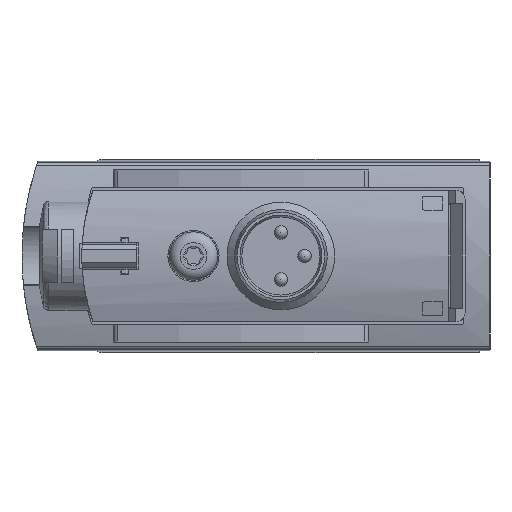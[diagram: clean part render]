
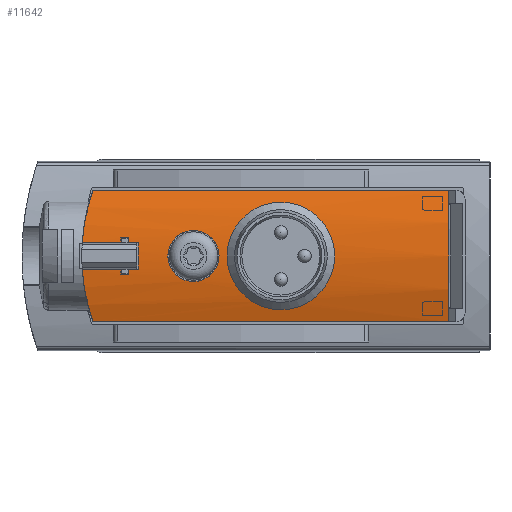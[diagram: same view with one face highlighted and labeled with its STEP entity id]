
A CAD part, left-side view. The second image highlights one B-rep face of the part: STEP entity #11642.
In plain terms, the highlighted cylindrical face has radius 15 mm (diameter 30 mm), a partial arc.
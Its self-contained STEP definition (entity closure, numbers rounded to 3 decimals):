
#562=B_SPLINE_CURVE_WITH_KNOTS('',3,(#20424,#20425,#20426,#20427,#20428,
#20429,#20430,#20431,#20432,#20433,#20434),.UNSPECIFIED.,.T.,.F.,(1,1,1,
1,1,1,1,1,1,1,1,1,1,1,1),(-0.004,-0.003,-0.001,
0.,0.001,0.003,0.004,0.006,
0.007,0.009,0.01,0.012,
0.013,0.015,0.016),.UNSPECIFIED.);
#563=B_SPLINE_CURVE_WITH_KNOTS('',3,(#20468,#20469,#20470,#20471,#20472,
#20473,#20474,#20475,#20476,#20477,#20478),.UNSPECIFIED.,.T.,.F.,(1,1,1,
1,1,1,1,1,1,1,1,1,1,1,1),(-0.008,-0.006,-0.003,
0.,0.003,0.006,0.008,0.011,
0.014,0.017,0.02,0.023,
0.025,0.028,0.031),.UNSPECIFIED.);
#614=ELLIPSE('',#14209,21.213,15.);
#615=ELLIPSE('',#14215,21.213,15.);
#1372=LINE('',#20436,#2527);
#1373=LINE('',#20441,#2528);
#1374=LINE('',#20445,#2529);
#1375=LINE('',#20449,#2530);
#1376=LINE('',#20453,#2531);
#1377=LINE('',#20457,#2532);
#1378=LINE('',#20461,#2533);
#1379=LINE('',#20465,#2534);
#2527=VECTOR('',#16826,1000.);
#2528=VECTOR('',#16829,1000.);
#2529=VECTOR('',#16832,1000.);
#2530=VECTOR('',#16835,1000.);
#2531=VECTOR('',#16838,1000.);
#2532=VECTOR('',#16841,1000.);
#2533=VECTOR('',#16844,1000.);
#2534=VECTOR('',#16847,1000.);
#5148=ORIENTED_EDGE('',*,*,#7394,.F.);
#5149=ORIENTED_EDGE('',*,*,#7395,.F.);
#5150=ORIENTED_EDGE('',*,*,#7396,.T.);
#5151=ORIENTED_EDGE('',*,*,#7397,.T.);
#5152=ORIENTED_EDGE('',*,*,#7398,.T.);
#5153=ORIENTED_EDGE('',*,*,#7399,.T.);
#5154=ORIENTED_EDGE('',*,*,#7400,.T.);
#5155=ORIENTED_EDGE('',*,*,#7401,.T.);
#5156=ORIENTED_EDGE('',*,*,#7402,.T.);
#5157=ORIENTED_EDGE('',*,*,#7403,.T.);
#5158=ORIENTED_EDGE('',*,*,#7404,.T.);
#5159=ORIENTED_EDGE('',*,*,#7405,.T.);
#5160=ORIENTED_EDGE('',*,*,#7406,.T.);
#5161=ORIENTED_EDGE('',*,*,#7407,.T.);
#5162=ORIENTED_EDGE('',*,*,#7408,.T.);
#5163=ORIENTED_EDGE('',*,*,#7409,.T.);
#5164=ORIENTED_EDGE('',*,*,#7410,.T.);
#5165=ORIENTED_EDGE('',*,*,#7411,.F.);
#7394=EDGE_CURVE('',#8706,#8706,#562,.T.);
#7395=EDGE_CURVE('',#8707,#8708,#1372,.T.);
#7396=EDGE_CURVE('',#8707,#8709,#614,.T.);
#7397=EDGE_CURVE('',#8709,#8710,#1373,.T.);
#7398=EDGE_CURVE('',#8710,#8711,#9372,.F.);
#7399=EDGE_CURVE('',#8711,#8712,#1374,.T.);
#7400=EDGE_CURVE('',#8712,#8713,#9373,.F.);
#7401=EDGE_CURVE('',#8713,#8714,#1375,.T.);
#7402=EDGE_CURVE('',#8714,#8715,#9374,.F.);
#7403=EDGE_CURVE('',#8715,#8716,#1376,.F.);
#7404=EDGE_CURVE('',#8716,#8717,#9375,.F.);
#7405=EDGE_CURVE('',#8717,#8718,#1377,.F.);
#7406=EDGE_CURVE('',#8718,#8719,#9376,.F.);
#7407=EDGE_CURVE('',#8719,#8720,#1378,.F.);
#7408=EDGE_CURVE('',#8720,#8721,#615,.T.);
#7409=EDGE_CURVE('',#8721,#8722,#1379,.T.);
#7410=EDGE_CURVE('',#8722,#8708,#9377,.T.);
#7411=EDGE_CURVE('',#8723,#8723,#563,.T.);
#8706=VERTEX_POINT('',#20435);
#8707=VERTEX_POINT('',#20437);
#8708=VERTEX_POINT('',#20438);
#8709=VERTEX_POINT('',#20440);
#8710=VERTEX_POINT('',#20442);
#8711=VERTEX_POINT('',#20444);
#8712=VERTEX_POINT('',#20446);
#8713=VERTEX_POINT('',#20448);
#8714=VERTEX_POINT('',#20450);
#8715=VERTEX_POINT('',#20452);
#8716=VERTEX_POINT('',#20454);
#8717=VERTEX_POINT('',#20456);
#8718=VERTEX_POINT('',#20458);
#8719=VERTEX_POINT('',#20460);
#8720=VERTEX_POINT('',#20462);
#8721=VERTEX_POINT('',#20464);
#8722=VERTEX_POINT('',#20466);
#8723=VERTEX_POINT('',#20479);
#9372=CIRCLE('',#14210,15.);
#9373=CIRCLE('',#14211,15.);
#9374=CIRCLE('',#14212,15.);
#9375=CIRCLE('',#14213,15.);
#9376=CIRCLE('',#14214,15.);
#9377=CIRCLE('',#14216,15.);
#10016=EDGE_LOOP('',(#5148));
#10017=EDGE_LOOP('',(#5149,#5150,#5151,#5152,#5153,#5154,#5155,#5156,#5157,
#5158,#5159,#5160,#5161,#5162,#5163,#5164));
#10018=EDGE_LOOP('',(#5165));
#10784=FACE_BOUND('',#10016,.T.);
#10785=FACE_BOUND('',#10017,.T.);
#10786=FACE_BOUND('',#10018,.T.);
#11150=CYLINDRICAL_SURFACE('',#14208,15.);
#11642=ADVANCED_FACE('',(#10784,#10785,#10786),#11150,.T.);
#14208=AXIS2_PLACEMENT_3D('',#20423,#16824,#16825);
#14209=AXIS2_PLACEMENT_3D('',#20439,#16827,#16828);
#14210=AXIS2_PLACEMENT_3D('',#20443,#16830,#16831);
#14211=AXIS2_PLACEMENT_3D('',#20447,#16833,#16834);
#14212=AXIS2_PLACEMENT_3D('',#20451,#16836,#16837);
#14213=AXIS2_PLACEMENT_3D('',#20455,#16839,#16840);
#14214=AXIS2_PLACEMENT_3D('',#20459,#16842,#16843);
#14215=AXIS2_PLACEMENT_3D('',#20463,#16845,#16846);
#14216=AXIS2_PLACEMENT_3D('',#20467,#16848,#16849);
#16824=DIRECTION('',(0.,-1.,0.));
#16825=DIRECTION('',(0.,0.,-1.));
#16826=DIRECTION('',(0.,-1.,0.));
#16827=DIRECTION('',(0.707,-0.707,0.));
#16828=DIRECTION('',(-0.707,-0.707,0.));
#16829=DIRECTION('',(0.,-1.,0.));
#16830=DIRECTION('',(0.,-1.,0.));
#16831=DIRECTION('',(0.,0.,-1.));
#16832=DIRECTION('',(0.,-1.,0.));
#16833=DIRECTION('',(0.,1.,0.));
#16834=DIRECTION('',(0.,0.,1.));
#16835=DIRECTION('',(0.,-1.,0.));
#16836=DIRECTION('',(0.,1.,0.));
#16837=DIRECTION('',(0.,0.,1.));
#16838=DIRECTION('',(0.,-1.,0.));
#16839=DIRECTION('',(0.,1.,0.));
#16840=DIRECTION('',(0.,0.,1.));
#16841=DIRECTION('',(0.,-1.,0.));
#16842=DIRECTION('',(0.,-1.,0.));
#16843=DIRECTION('',(0.,0.,-1.));
#16844=DIRECTION('',(0.,-1.,0.));
#16845=DIRECTION('',(0.707,-0.707,0.));
#16846=DIRECTION('',(-0.707,-0.707,0.));
#16847=DIRECTION('',(0.,-1.,0.));
#16848=DIRECTION('',(0.,1.,0.));
#16849=DIRECTION('',(1.,0.,0.));
#20423=CARTESIAN_POINT('',(-5.1,27.5,0.));
#20424=CARTESIAN_POINT('',(9.84,17.509,-1.488));
#20425=CARTESIAN_POINT('',(9.749,19.,-2.106));
#20426=CARTESIAN_POINT('',(9.84,20.489,-1.488));
#20427=CARTESIAN_POINT('',(9.93,21.105,-0.002));
#20428=CARTESIAN_POINT('',(9.84,20.49,1.489));
#20429=CARTESIAN_POINT('',(9.749,19.,2.105));
#20430=CARTESIAN_POINT('',(9.84,17.513,1.49));
#20431=CARTESIAN_POINT('',(9.93,16.894,0.002));
#20432=CARTESIAN_POINT('',(9.84,17.509,-1.488));
#20433=CARTESIAN_POINT('',(9.749,19.,-2.106));
#20434=CARTESIAN_POINT('',(9.84,20.489,-1.488));
#20435=CARTESIAN_POINT('',(9.779,19.,-1.9));
#20436=CARTESIAN_POINT('',(9.077,27.5,-4.9));
#20437=CARTESIAN_POINT('',(9.077,26.477,-4.9));
#20438=CARTESIAN_POINT('',(9.077,0.,-4.9));
#20439=CARTESIAN_POINT('',(-5.1,12.3,0.));
#20440=CARTESIAN_POINT('',(9.867,27.267,-1.));
#20441=CARTESIAN_POINT('',(9.867,27.5,-1.));
#20442=CARTESIAN_POINT('',(9.867,24.4,-1.));
#20443=CARTESIAN_POINT('',(-5.1,24.4,0.));
#20444=CARTESIAN_POINT('',(9.839,24.4,-1.35));
#20445=CARTESIAN_POINT('',(9.839,27.5,-1.35));
#20446=CARTESIAN_POINT('',(9.839,23.8,-1.35));
#20447=CARTESIAN_POINT('',(-5.1,23.8,0.));
#20448=CARTESIAN_POINT('',(9.867,23.8,-1.));
#20449=CARTESIAN_POINT('',(9.867,27.5,-1.));
#20450=CARTESIAN_POINT('',(9.867,23.1,-1.));
#20451=CARTESIAN_POINT('',(-5.1,23.1,0.));
#20452=CARTESIAN_POINT('',(9.867,23.1,1.));
#20453=CARTESIAN_POINT('',(9.867,27.5,1.));
#20454=CARTESIAN_POINT('',(9.867,23.8,1.));
#20455=CARTESIAN_POINT('',(-5.1,23.8,0.));
#20456=CARTESIAN_POINT('',(9.839,23.8,1.35));
#20457=CARTESIAN_POINT('',(9.839,27.5,1.35));
#20458=CARTESIAN_POINT('',(9.839,24.4,1.35));
#20459=CARTESIAN_POINT('',(-5.1,24.4,0.));
#20460=CARTESIAN_POINT('',(9.867,24.4,1.));
#20461=CARTESIAN_POINT('',(9.867,27.5,1.));
#20462=CARTESIAN_POINT('',(9.867,27.267,1.));
#20463=CARTESIAN_POINT('',(-5.1,12.3,0.));
#20464=CARTESIAN_POINT('',(9.077,26.477,4.9));
#20465=CARTESIAN_POINT('',(9.077,27.5,4.9));
#20466=CARTESIAN_POINT('',(9.077,0.,4.9));
#20467=CARTESIAN_POINT('',(-5.1,0.,0.));
#20468=CARTESIAN_POINT('',(9.684,15.324,2.819));
#20469=CARTESIAN_POINT('',(9.35,12.499,3.99));
#20470=CARTESIAN_POINT('',(9.684,9.679,2.819));
#20471=CARTESIAN_POINT('',(10.008,8.511,0.004));
#20472=CARTESIAN_POINT('',(9.684,9.679,-2.822));
#20473=CARTESIAN_POINT('',(9.351,12.498,-3.988));
#20474=CARTESIAN_POINT('',(9.683,15.318,-2.824));
#20475=CARTESIAN_POINT('',(10.008,16.49,-0.002));
#20476=CARTESIAN_POINT('',(9.684,15.324,2.819));
#20477=CARTESIAN_POINT('',(9.35,12.499,3.99));
#20478=CARTESIAN_POINT('',(9.684,9.679,2.819));
#20479=CARTESIAN_POINT('',(9.462,12.5,3.6));
